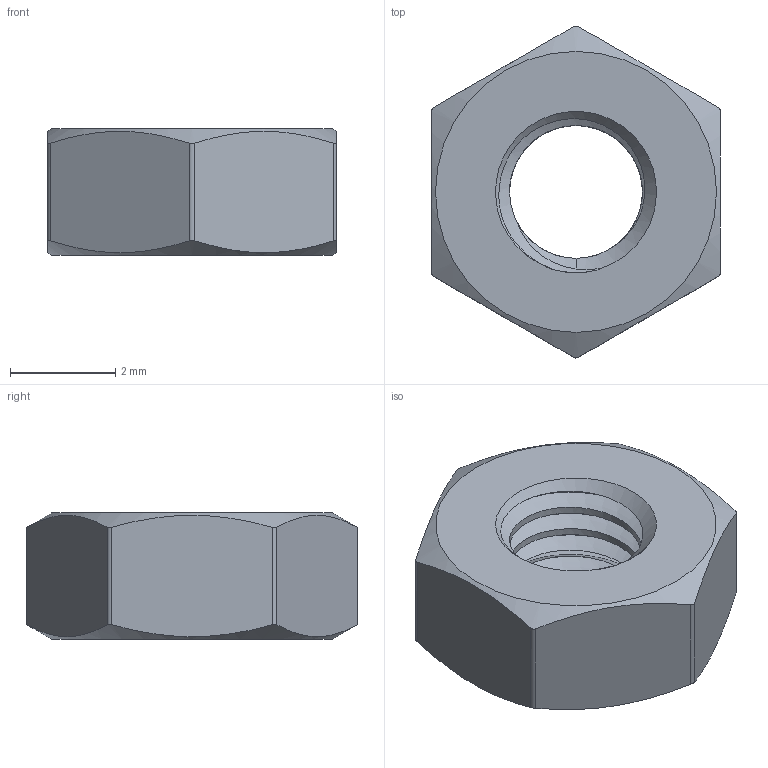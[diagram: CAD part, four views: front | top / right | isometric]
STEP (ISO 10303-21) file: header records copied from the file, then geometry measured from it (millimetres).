
FILE_DESCRIPTION(/* description */ (''),/* implementation_level */ '2;1');
FILE_NAME(/* name */ 'M3 Nut v2.step',/* time_stamp */ '2020-03-03T01:23:24+01:00',/* author */ (''),/* organization */ (''),/* preprocessor_version */ 'ST-DEVELOPER v18',/* originating_system */ 'Autodesk Translation Framework v8.12.0.6',/* authorisation */ '');
FILE_SCHEMA (('AUTOMOTIVE_DESIGN { 1 0 10303 214 3 1 1 }'));
Length unit declared in the file: millimetre
Products named in the file (1): M3 Nut
Bounding box: 5.5 x 6.32 x 2.4 mm (x, y, z)
Volume: 48.8 mm3; surface area: 114.6 mm2
Topology: 1 solids, 1 shells, 34 faces, 96 edges, 64 vertices
Faces by surface type: cylinder 18, plane 8, cone 6, bspline 2
Full cylindrical faces by diameter (mm): 2.529 x4, 3.086 x4
Entity records: 2216 total; most frequent: CARTESIAN_POINT 1409, ORIENTED_EDGE 192, DIRECTION 116, EDGE_CURVE 96, VERTEX_POINT 64, B_SPLINE_CURVE_WITH_KNOTS 46, AXIS2_PLACEMENT_3D 45, EDGE_LOOP 36
